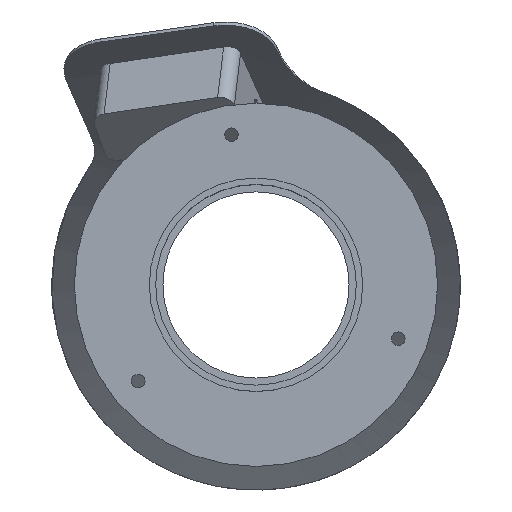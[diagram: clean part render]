
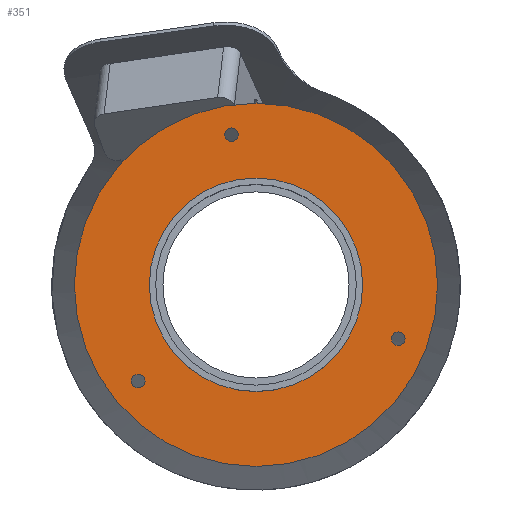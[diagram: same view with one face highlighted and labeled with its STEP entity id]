
A CAD part, top view. The second image highlights one B-rep face of the part: STEP entity #351.
In plain terms, the highlighted planar face has unit normal (0, 0, 1).
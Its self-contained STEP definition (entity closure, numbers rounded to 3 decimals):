
#212=FACE_BOUND('',#576,.T.);
#213=FACE_BOUND('',#577,.T.);
#214=FACE_BOUND('',#578,.T.);
#215=FACE_BOUND('',#579,.T.);
#216=FACE_BOUND('',#580,.T.);
#351=ADVANCED_FACE('',(#212,#213,#214,#215,#216),#437,.T.);
#437=PLANE('',#1916);
#576=EDGE_LOOP('',(#887));
#577=EDGE_LOOP('',(#888));
#578=EDGE_LOOP('',(#889));
#579=EDGE_LOOP('',(#890));
#580=EDGE_LOOP('',(#891));
#681=CIRCLE('',#1890,23.5);
#688=CIRCLE('',#1903,1.5);
#690=CIRCLE('',#1906,1.5);
#692=CIRCLE('',#1909,40.);
#694=CIRCLE('',#1912,1.5);
#887=ORIENTED_EDGE('',*,*,#1547,.F.);
#888=ORIENTED_EDGE('',*,*,#1545,.T.);
#889=ORIENTED_EDGE('',*,*,#1543,.T.);
#890=ORIENTED_EDGE('',*,*,#1536,.T.);
#891=ORIENTED_EDGE('',*,*,#1549,.T.);
#1356=VERTEX_POINT('',#4040);
#1363=VERTEX_POINT('',#4060);
#1365=VERTEX_POINT('',#4065);
#1367=VERTEX_POINT('',#4070);
#1369=VERTEX_POINT('',#4075);
#1536=EDGE_CURVE('',#1356,#1356,#681,.T.);
#1543=EDGE_CURVE('',#1363,#1363,#688,.T.);
#1545=EDGE_CURVE('',#1365,#1365,#690,.T.);
#1547=EDGE_CURVE('',#1367,#1367,#692,.T.);
#1549=EDGE_CURVE('',#1369,#1369,#694,.T.);
#1890=AXIS2_PLACEMENT_3D('',#4039,#2128,#2129);
#1903=AXIS2_PLACEMENT_3D('',#4059,#2154,#2155);
#1906=AXIS2_PLACEMENT_3D('',#4064,#2160,#2161);
#1909=AXIS2_PLACEMENT_3D('',#4069,#2166,#2167);
#1912=AXIS2_PLACEMENT_3D('',#4074,#2172,#2173);
#1916=AXIS2_PLACEMENT_3D('',#4080,#2180,#2181);
#2128=DIRECTION('',(0.,0.,-1.));
#2129=DIRECTION('',(1.,0.,0.));
#2154=DIRECTION('',(0.,0.,-1.));
#2155=DIRECTION('',(-0.5,-0.866,0.));
#2160=DIRECTION('',(0.,0.,-1.));
#2161=DIRECTION('',(-0.5,0.866,0.));
#2166=DIRECTION('',(0.,0.,-1.));
#2167=DIRECTION('',(1.,0.,0.));
#2172=DIRECTION('',(0.,0.,-1.));
#2173=DIRECTION('',(1.,0.,0.));
#2180=DIRECTION('',(0.,0.,1.));
#2181=DIRECTION('',(1.,0.,0.));
#4039=CARTESIAN_POINT('',(0.,0.,13.));
#4040=CARTESIAN_POINT('',(23.5,0.,13.));
#4059=CARTESIAN_POINT('',(-5.385,33.064,13.));
#4060=CARTESIAN_POINT('',(-6.135,31.765,13.));
#4064=CARTESIAN_POINT('',(31.327,-11.869,13.));
#4065=CARTESIAN_POINT('',(30.577,-10.57,13.));
#4069=CARTESIAN_POINT('',(0.,0.,13.));
#4070=CARTESIAN_POINT('',(40.,0.,13.));
#4074=CARTESIAN_POINT('',(-25.942,-21.196,13.));
#4075=CARTESIAN_POINT('',(-24.442,-21.196,13.));
#4080=CARTESIAN_POINT('',(15.664,-5.934,13.));
